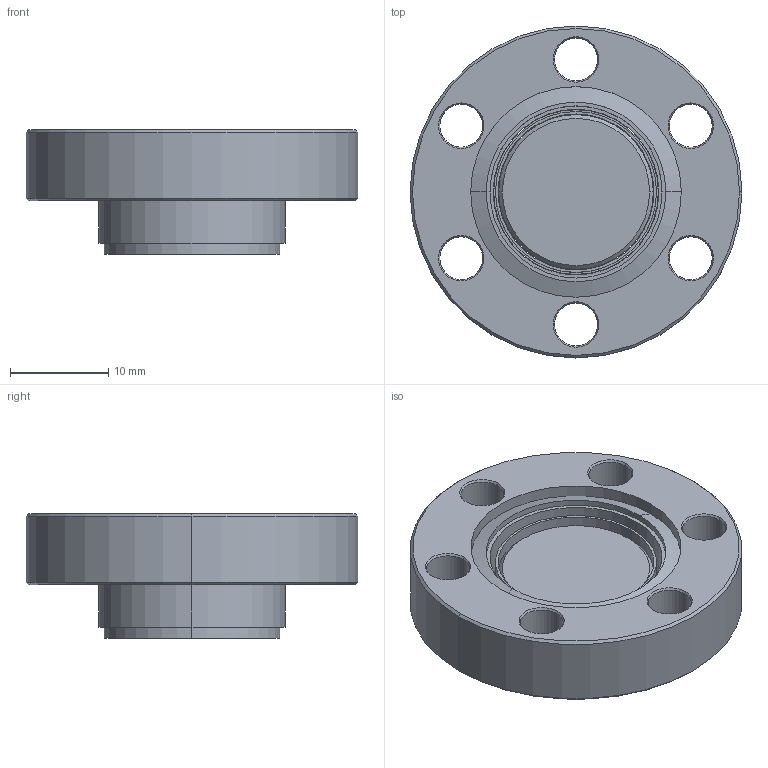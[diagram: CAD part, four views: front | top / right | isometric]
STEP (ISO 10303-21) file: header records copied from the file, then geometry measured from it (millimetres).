
FILE_DESCRIPTION (( 'STEP AP203' ), '1' );
FILE_NAME ('9712000.STEP', '2011-02-10T16:26:05', ( 'MIS' ), ( 'ISI INSULATORSEAL' ), 'SwSTEP 2.0', 'SolidWorks 2008', '' );
FILE_SCHEMA (( 'CONFIG_CONTROL_DESIGN' ));
Length unit declared in the file: inch
Products named in the file (5): 0029502D; 0028710A; 0028801C; 9712000; 0115101D
Assembly tree (4 placements, depth 3):
  9712000
    0115101D
    0029502D
      0028801C
      0028710A
Bounding box: 33.78 x 33.78 x 12.7 mm (x, y, z)
Volume: 4677.8 mm3; surface area: 5147.4 mm2
Topology: 3 solids, 3 shells, 79 faces, 168 edges, 100 vertices
Faces by surface type: cylinder 34, cone 34, plane 11
Entity records: 2703 total; most frequent: DIRECTION 442, CARTESIAN_POINT 355, ORIENTED_EDGE 336, AXIS2_PLACEMENT_3D 187, EDGE_CURVE 168, VERTEX_POINT 100, EDGE_LOOP 100, CIRCLE 100
